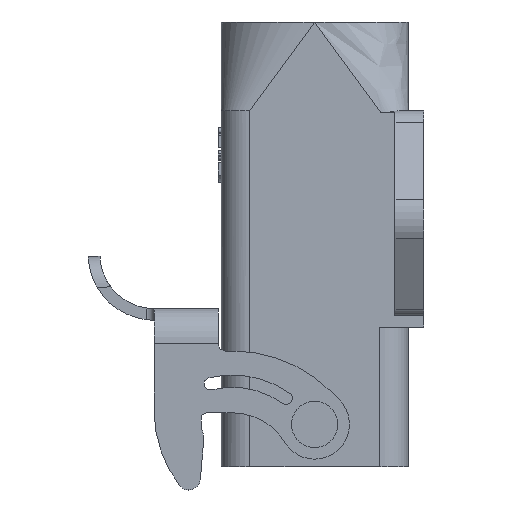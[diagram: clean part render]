
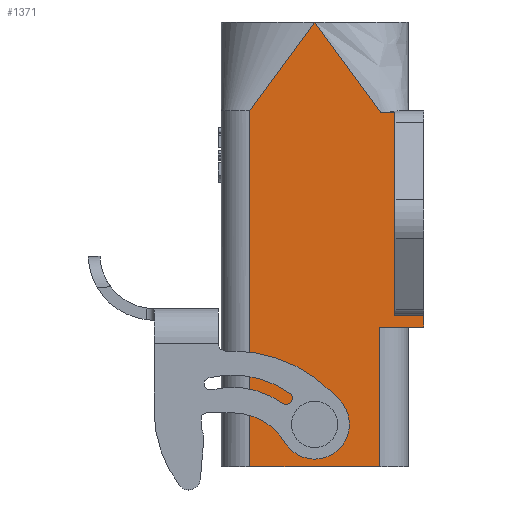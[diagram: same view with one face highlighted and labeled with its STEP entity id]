
A CAD part, front view. The second image highlights one B-rep face of the part: STEP entity #1371.
In plain terms, the highlighted planar face has unit normal (0, -1, 0).
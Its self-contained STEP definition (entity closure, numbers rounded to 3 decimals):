
#1371=ADVANCED_FACE('',(#1673,#1674),#1579,.T.);
#1579=PLANE('',#5746);
#1673=FACE_BOUND('',#1905,.T.);
#1674=FACE_BOUND('',#1906,.T.);
#1905=EDGE_LOOP('',(#2980));
#1906=EDGE_LOOP('',(#2981,#2982,#2983,#2984,#2985,#2986,#2987,#2988,#2989,
#2990,#2991));
#2089=CIRCLE('',#5745,2.);
#2980=ORIENTED_EDGE('',*,*,#4291,.F.);
#2981=ORIENTED_EDGE('',*,*,#4274,.F.);
#2982=ORIENTED_EDGE('',*,*,#4292,.T.);
#2983=ORIENTED_EDGE('',*,*,#4211,.T.);
#2984=ORIENTED_EDGE('',*,*,#4213,.T.);
#2985=ORIENTED_EDGE('',*,*,#3857,.F.);
#2986=ORIENTED_EDGE('',*,*,#4214,.T.);
#2987=ORIENTED_EDGE('',*,*,#4290,.T.);
#2988=ORIENTED_EDGE('',*,*,#4285,.T.);
#2989=ORIENTED_EDGE('',*,*,#4263,.T.);
#2990=ORIENTED_EDGE('',*,*,#4262,.T.);
#2991=ORIENTED_EDGE('',*,*,#4237,.T.);
#3428=VERTEX_POINT('',#7140);
#3429=VERTEX_POINT('',#7142);
#3673=VERTEX_POINT('',#7995);
#3674=VERTEX_POINT('',#7997);
#3675=VERTEX_POINT('',#8022);
#3697=VERTEX_POINT('',#8075);
#3698=VERTEX_POINT('',#8077);
#3714=VERTEX_POINT('',#8130);
#3715=VERTEX_POINT('',#8132);
#3721=VERTEX_POINT('',#8154);
#3728=VERTEX_POINT('',#8191);
#3731=VERTEX_POINT('',#8202);
#3857=EDGE_CURVE('',#3428,#3429,#4485,.T.);
#4211=EDGE_CURVE('',#3674,#3673,#4772,.T.);
#4213=EDGE_CURVE('',#3673,#3429,#4773,.T.);
#4214=EDGE_CURVE('',#3428,#3675,#4774,.T.);
#4237=EDGE_CURVE('',#3698,#3697,#4781,.T.);
#4262=EDGE_CURVE('',#3714,#3698,#4802,.T.);
#4263=EDGE_CURVE('',#3715,#3714,#4803,.T.);
#4274=EDGE_CURVE('',#3721,#3697,#4812,.T.);
#4285=EDGE_CURVE('',#3728,#3715,#4817,.T.);
#4290=EDGE_CURVE('',#3675,#3728,#4822,.T.);
#4291=EDGE_CURVE('',#3731,#3731,#2089,.T.);
#4292=EDGE_CURVE('',#3721,#3674,#4823,.T.);
#4485=LINE('',#7141,#4927);
#4772=LINE('',#7996,#5214);
#4773=LINE('',#8019,#5215);
#4774=LINE('',#8021,#5216);
#4781=LINE('',#8076,#5223);
#4802=LINE('',#8129,#5244);
#4803=LINE('',#8131,#5245);
#4812=LINE('',#8153,#5254);
#4817=LINE('',#8190,#5259);
#4822=LINE('',#8199,#5264);
#4823=LINE('',#8203,#5265);
#4927=VECTOR('',#5917,1.);
#5214=VECTOR('',#6546,1.);
#5215=VECTOR('',#6547,1.);
#5216=VECTOR('',#6550,1.);
#5223=VECTOR('',#6595,1.);
#5244=VECTOR('',#6648,1.);
#5245=VECTOR('',#6649,1.);
#5254=VECTOR('',#6672,1.);
#5259=VECTOR('',#6687,1.);
#5264=VECTOR('',#6694,1.);
#5265=VECTOR('',#6699,1.);
#5745=AXIS2_PLACEMENT_3D('',#8201,#6697,#6698);
#5746=AXIS2_PLACEMENT_3D('',#8204,#6700,#6701);
#5917=DIRECTION('',(-1.,0.,0.));
#6546=DIRECTION('',(-0.59,0.,-0.808));
#6547=DIRECTION('',(0.,0.,-1.));
#6550=DIRECTION('',(0.,0.,1.));
#6595=DIRECTION('',(0.,0.,1.));
#6648=DIRECTION('',(-1.,0.,0.));
#6649=DIRECTION('',(-1.,0.,0.));
#6672=DIRECTION('',(1.,0.,0.));
#6687=DIRECTION('',(0.,0.,1.));
#6694=DIRECTION('',(1.,0.,0.));
#6697=DIRECTION('',(0.,-1.,0.));
#6698=DIRECTION('',(0.,0.,1.));
#6699=DIRECTION('',(-0.59,0.,0.808));
#6700=DIRECTION('',(0.,-1.,0.));
#6701=DIRECTION('',(-1.,0.,0.));
#7140=CARTESIAN_POINT('',(8.4,-12.1,-10.8));
#7141=CARTESIAN_POINT('',(-12.805,-12.1,-10.8));
#7142=CARTESIAN_POINT('',(-8.4,-12.1,-10.8));
#7995=CARTESIAN_POINT('',(-8.4,-12.1,35.3));
#7996=CARTESIAN_POINT('',(-0.365,-12.1,46.3));
#7997=CARTESIAN_POINT('',(0.,-12.1,46.8));
#8019=CARTESIAN_POINT('',(-8.4,-12.1,35.3));
#8021=CARTESIAN_POINT('',(8.4,-12.1,-10.55));
#8022=CARTESIAN_POINT('',(8.4,-12.1,7.3));
#8075=CARTESIAN_POINT('',(10.4,-12.1,35.074));
#8076=CARTESIAN_POINT('',(10.4,-12.1,6.5));
#8077=CARTESIAN_POINT('',(10.4,-12.1,8.8));
#8129=CARTESIAN_POINT('',(14.2,-12.1,8.8));
#8130=CARTESIAN_POINT('',(10.518,-12.1,8.8));
#8131=CARTESIAN_POINT('',(14.1,-12.1,8.8));
#8132=CARTESIAN_POINT('',(14.1,-12.1,8.8));
#8153=CARTESIAN_POINT('',(9.726,-12.1,35.074));
#8154=CARTESIAN_POINT('',(8.565,-12.1,35.074));
#8190=CARTESIAN_POINT('',(14.1,-12.1,7.3));
#8191=CARTESIAN_POINT('',(14.1,-12.1,7.3));
#8199=CARTESIAN_POINT('',(10.387,-12.1,7.3));
#8201=CARTESIAN_POINT('',(0.,-12.1,-5.3));
#8202=CARTESIAN_POINT('',(0.,-12.1,-3.3));
#8203=CARTESIAN_POINT('',(8.826,-12.1,34.716));
#8204=CARTESIAN_POINT('',(14.2,-12.1,47.23));
